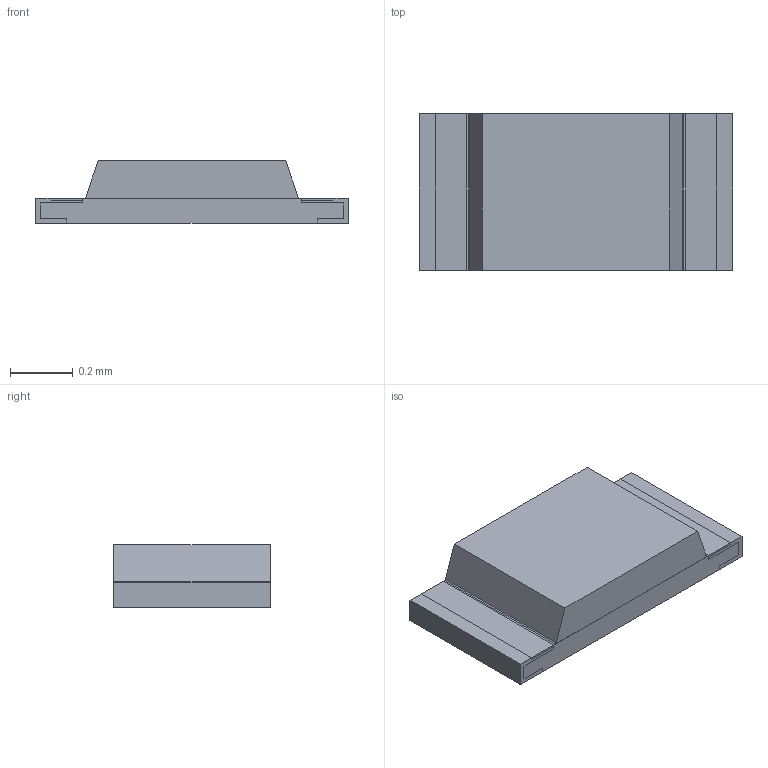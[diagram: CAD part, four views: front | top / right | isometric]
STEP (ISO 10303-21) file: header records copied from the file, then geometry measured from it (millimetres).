
FILE_DESCRIPTION (( 'STEP AP203' ), '1' );
FILE_NAME ('APG1005.STEP', '2021-11-02T16:33:51', ( '' ), ( '' ), 'SwSTEP 2.0', 'SolidWorks 2014', '' );
FILE_SCHEMA (( 'CONFIG_CONTROL_DESIGN' ));
Length unit declared in the file: millimetre
Products named in the file (1): APG1005
Bounding box: 1 x 0.5 x 0.2 mm (x, y, z)
Volume: 0.1 mm3; surface area: 3.5 mm2
Topology: 6 solids, 6 shells, 82 faces, 210 edges, 140 vertices
Faces by surface type: plane 80, cylinder 2
Entity records: 2505 total; most frequent: CARTESIAN_POINT 433, ORIENTED_EDGE 420, DIRECTION 380, EDGE_CURVE 210, LINE 206, VECTOR 206, VERTEX_POINT 140, AXIS2_PLACEMENT_3D 87
